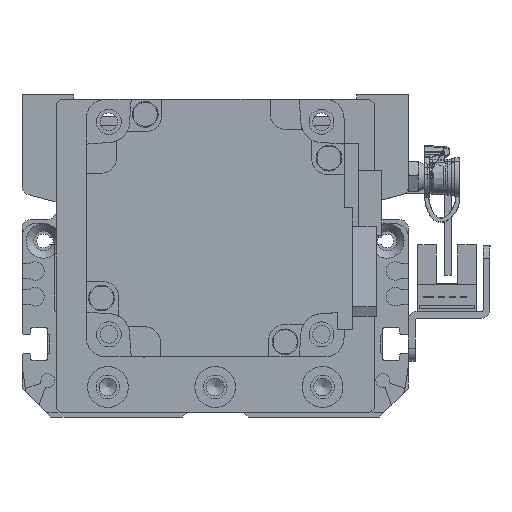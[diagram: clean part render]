
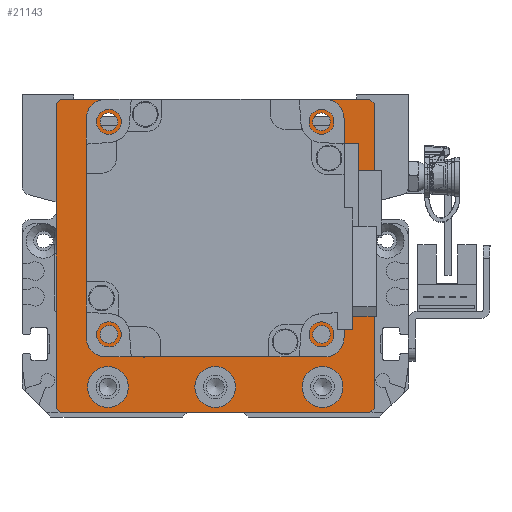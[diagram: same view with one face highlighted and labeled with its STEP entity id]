
A CAD part, left-side view. The second image highlights one B-rep face of the part: STEP entity #21143.
In plain terms, the highlighted face is planar.
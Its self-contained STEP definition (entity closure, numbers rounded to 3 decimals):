
#832=FACE_BOUND('',#3540,.T.);
#833=FACE_BOUND('',#3541,.T.);
#834=FACE_BOUND('',#3542,.T.);
#835=FACE_BOUND('',#3543,.T.);
#836=FACE_BOUND('',#3544,.T.);
#837=FACE_BOUND('',#3545,.T.);
#838=FACE_BOUND('',#3546,.T.);
#839=FACE_BOUND('',#3547,.T.);
#1249=PLANE('',#23403);
#2146=FACE_OUTER_BOUND('',#3539,.T.);
#3539=EDGE_LOOP('',(#17328,#17329,#17330,#17331,#17332,#17333,#17334,#17335));
#3540=EDGE_LOOP('',(#17336));
#3541=EDGE_LOOP('',(#17337));
#3542=EDGE_LOOP('',(#17338));
#3543=EDGE_LOOP('',(#17339));
#3544=EDGE_LOOP('',(#17340));
#3545=EDGE_LOOP('',(#17341));
#3546=EDGE_LOOP('',(#17342));
#3547=EDGE_LOOP('',(#17343));
#5175=LINE('',#34778,#6940);
#5181=LINE('',#34789,#6946);
#5188=LINE('',#34824,#6953);
#5191=LINE('',#34829,#6956);
#5197=LINE('',#34850,#6962);
#5200=LINE('',#34855,#6965);
#5201=LINE('',#34858,#6966);
#5209=LINE('',#34897,#6974);
#6940=VECTOR('',#27879,10.);
#6946=VECTOR('',#27887,10.);
#6953=VECTOR('',#27918,10.);
#6956=VECTOR('',#27923,10.);
#6962=VECTOR('',#27947,10.);
#6965=VECTOR('',#27952,10.);
#6966=VECTOR('',#27955,10.);
#6974=VECTOR('',#28005,10.);
#8367=CIRCLE('',#23372,4.75);
#8370=CIRCLE('',#23378,4.75);
#8373=CIRCLE('',#23384,4.75);
#8375=CIRCLE('',#23390,2.067);
#8376=CIRCLE('',#23392,2.067);
#8377=CIRCLE('',#23394,2.067);
#8378=CIRCLE('',#23396,2.067);
#8381=CIRCLE('',#23401,25.);
#9954=VERTEX_POINT('',#34776);
#9955=VERTEX_POINT('',#34777);
#9959=VERTEX_POINT('',#34787);
#9975=VERTEX_POINT('',#34823);
#9976=VERTEX_POINT('',#34827);
#9982=VERTEX_POINT('',#34849);
#9983=VERTEX_POINT('',#34853);
#9984=VERTEX_POINT('',#34857);
#9987=VERTEX_POINT('',#34866);
#9990=VERTEX_POINT('',#34877);
#9993=VERTEX_POINT('',#34888);
#9995=VERTEX_POINT('',#34899);
#9996=VERTEX_POINT('',#34903);
#9997=VERTEX_POINT('',#34907);
#9998=VERTEX_POINT('',#34911);
#10001=VERTEX_POINT('',#34920);
#12521=EDGE_CURVE('',#9954,#9955,#5175,.T.);
#12527=EDGE_CURVE('',#9954,#9959,#5181,.T.);
#12544=EDGE_CURVE('',#9975,#9959,#5188,.T.);
#12547=EDGE_CURVE('',#9975,#9976,#5191,.T.);
#12556=EDGE_CURVE('',#9982,#9976,#5197,.T.);
#12559=EDGE_CURVE('',#9982,#9983,#5200,.T.);
#12560=EDGE_CURVE('',#9984,#9983,#5201,.T.);
#12564=EDGE_CURVE('',#9987,#9987,#8367,.T.);
#12569=EDGE_CURVE('',#9990,#9990,#8370,.T.);
#12574=EDGE_CURVE('',#9993,#9993,#8373,.T.);
#12578=EDGE_CURVE('',#9984,#9955,#5209,.T.);
#12579=EDGE_CURVE('',#9995,#9995,#8375,.T.);
#12581=EDGE_CURVE('',#9996,#9996,#8376,.T.);
#12583=EDGE_CURVE('',#9997,#9997,#8377,.T.);
#12585=EDGE_CURVE('',#9998,#9998,#8378,.T.);
#12589=EDGE_CURVE('',#10001,#10001,#8381,.T.);
#17328=ORIENTED_EDGE('',*,*,#12521,.F.);
#17329=ORIENTED_EDGE('',*,*,#12527,.T.);
#17330=ORIENTED_EDGE('',*,*,#12544,.F.);
#17331=ORIENTED_EDGE('',*,*,#12547,.T.);
#17332=ORIENTED_EDGE('',*,*,#12556,.F.);
#17333=ORIENTED_EDGE('',*,*,#12559,.T.);
#17334=ORIENTED_EDGE('',*,*,#12560,.F.);
#17335=ORIENTED_EDGE('',*,*,#12578,.T.);
#17336=ORIENTED_EDGE('',*,*,#12564,.T.);
#17337=ORIENTED_EDGE('',*,*,#12569,.T.);
#17338=ORIENTED_EDGE('',*,*,#12574,.T.);
#17339=ORIENTED_EDGE('',*,*,#12579,.T.);
#17340=ORIENTED_EDGE('',*,*,#12581,.T.);
#17341=ORIENTED_EDGE('',*,*,#12583,.T.);
#17342=ORIENTED_EDGE('',*,*,#12585,.T.);
#17343=ORIENTED_EDGE('',*,*,#12589,.T.);
#21143=ADVANCED_FACE('',(#2146,#832,#833,#834,#835,#836,#837,#838,#839),
#1249,.T.);
#23372=AXIS2_PLACEMENT_3D('',#34867,#27965,#27966);
#23378=AXIS2_PLACEMENT_3D('',#34878,#27979,#27980);
#23384=AXIS2_PLACEMENT_3D('',#34889,#27993,#27994);
#23390=AXIS2_PLACEMENT_3D('',#34900,#28008,#28009);
#23392=AXIS2_PLACEMENT_3D('',#34904,#28013,#28014);
#23394=AXIS2_PLACEMENT_3D('',#34908,#28018,#28019);
#23396=AXIS2_PLACEMENT_3D('',#34912,#28023,#28024);
#23401=AXIS2_PLACEMENT_3D('',#34921,#28034,#28035);
#23403=AXIS2_PLACEMENT_3D('',#34925,#28040,#28041);
#27879=DIRECTION('',(0.707,-0.707,0.));
#27887=DIRECTION('',(-1.,0.,0.));
#27918=DIRECTION('',(0.707,0.707,0.));
#27923=DIRECTION('',(0.,-1.,0.));
#27947=DIRECTION('',(-0.707,0.707,0.));
#27952=DIRECTION('',(1.,0.,0.));
#27955=DIRECTION('',(-0.707,-0.707,0.));
#27965=DIRECTION('center_axis',(0.,0.,-1.));
#27966=DIRECTION('ref_axis',(1.,0.,0.));
#27979=DIRECTION('center_axis',(0.,0.,-1.));
#27980=DIRECTION('ref_axis',(1.,0.,0.));
#27993=DIRECTION('center_axis',(0.,0.,-1.));
#27994=DIRECTION('ref_axis',(1.,0.,0.));
#28005=DIRECTION('',(0.,1.,0.));
#28008=DIRECTION('center_axis',(0.,0.,-1.));
#28009=DIRECTION('ref_axis',(1.,0.,0.));
#28013=DIRECTION('center_axis',(0.,0.,-1.));
#28014=DIRECTION('ref_axis',(1.,0.,0.));
#28018=DIRECTION('center_axis',(0.,0.,-1.));
#28019=DIRECTION('ref_axis',(1.,0.,0.));
#28023=DIRECTION('center_axis',(0.,0.,-1.));
#28024=DIRECTION('ref_axis',(1.,0.,0.));
#28034=DIRECTION('center_axis',(0.,0.,-1.));
#28035=DIRECTION('ref_axis',(1.,0.,0.));
#28040=DIRECTION('center_axis',(0.,0.,1.));
#28041=DIRECTION('ref_axis',(1.,0.,0.));
#34776=CARTESIAN_POINT('',(36.,37.5,59.));
#34777=CARTESIAN_POINT('',(37.,36.5,59.));
#34778=CARTESIAN_POINT('',(36.625,36.875,59.));
#34787=CARTESIAN_POINT('',(-36.,37.5,59.));
#34789=CARTESIAN_POINT('',(37.,37.5,59.));
#34823=CARTESIAN_POINT('',(-37.,36.5,59.));
#34824=CARTESIAN_POINT('',(-36.625,36.875,59.));
#34827=CARTESIAN_POINT('',(-37.,-34.5,59.));
#34829=CARTESIAN_POINT('',(-37.,35.5,59.));
#34849=CARTESIAN_POINT('',(-36.,-35.5,59.));
#34850=CARTESIAN_POINT('',(-36.125,-35.375,59.));
#34853=CARTESIAN_POINT('',(36.,-35.5,59.));
#34855=CARTESIAN_POINT('',(-37.,-35.5,59.));
#34857=CARTESIAN_POINT('',(37.,-34.5,59.));
#34858=CARTESIAN_POINT('',(36.125,-35.375,59.));
#34866=CARTESIAN_POINT('',(-29.75,-29.5,59.));
#34867=CARTESIAN_POINT('Origin',(-25.,-29.5,59.));
#34877=CARTESIAN_POINT('',(-4.75,-29.5,59.));
#34878=CARTESIAN_POINT('Origin',(0.,-29.5,59.));
#34888=CARTESIAN_POINT('',(20.25,-29.5,59.));
#34889=CARTESIAN_POINT('Origin',(25.,-29.5,59.));
#34897=CARTESIAN_POINT('',(37.,-35.5,59.));
#34899=CARTESIAN_POINT('',(-26.816,-17.249,59.));
#34900=CARTESIAN_POINT('Origin',(-24.749,-17.249,59.));
#34903=CARTESIAN_POINT('',(-26.816,32.249,59.));
#34904=CARTESIAN_POINT('Origin',(-24.749,32.249,59.));
#34907=CARTESIAN_POINT('',(22.682,32.249,59.));
#34908=CARTESIAN_POINT('Origin',(24.749,32.249,59.));
#34911=CARTESIAN_POINT('',(22.682,-17.249,59.));
#34912=CARTESIAN_POINT('Origin',(24.749,-17.249,59.));
#34920=CARTESIAN_POINT('',(-25.,7.5,59.));
#34921=CARTESIAN_POINT('Origin',(0.,7.5,59.));
#34925=CARTESIAN_POINT('Origin',(0.,0.,
59.));
